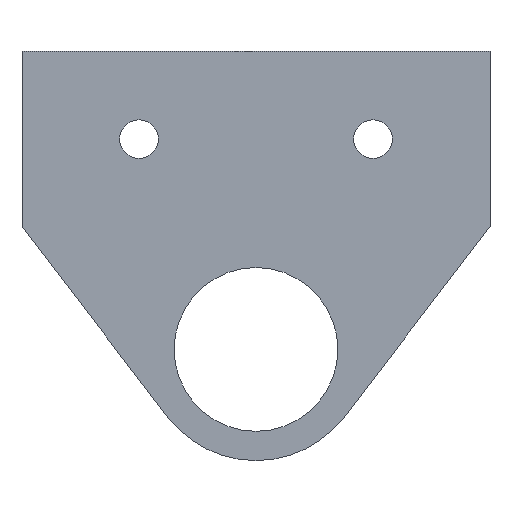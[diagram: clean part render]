
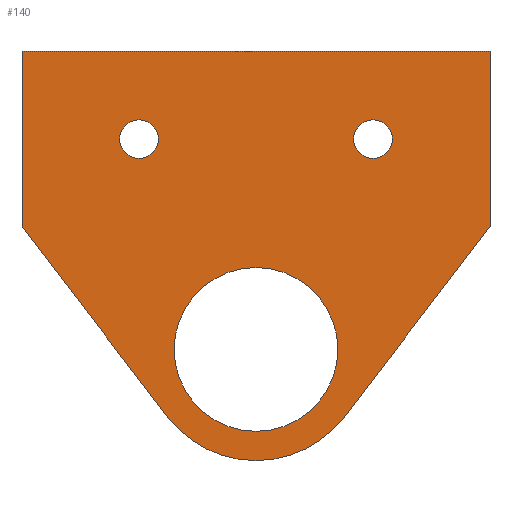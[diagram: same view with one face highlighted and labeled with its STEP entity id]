
A CAD part, front view. The second image highlights one B-rep face of the part: STEP entity #140.
In plain terms, the highlighted planar face has unit normal (0, -1, 0).
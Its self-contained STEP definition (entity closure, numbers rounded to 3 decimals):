
#3 = ORIENTED_EDGE ( 'NONE', *, *, #238, .T. ) ;
#9 = VERTEX_POINT ( 'NONE', #458 ) ;
#12 = CARTESIAN_POINT ( 'NONE',  ( 0., 0., -49.95 ) ) ;
#17 = DIRECTION ( 'NONE',  ( 0.608, 0., -0.794 ) ) ;
#19 = CIRCLE ( 'NONE', #103, 3.3 ) ;
#20 = ORIENTED_EDGE ( 'NONE', *, *, #459, .F. ) ;
#23 = LINE ( 'NONE', #234, #560 ) ;
#31 = DIRECTION ( 'NONE',  ( 0., 0., 1. ) ) ;
#35 = DIRECTION ( 'NONE',  ( 0., 0., 1. ) ) ;
#36 = EDGE_CURVE ( 'NONE', #537, #418, #23, .T. ) ;
#40 = ORIENTED_EDGE ( 'NONE', *, *, #180, .T. ) ;
#43 = ORIENTED_EDGE ( 'NONE', *, *, #439, .T. ) ;
#47 = DIRECTION ( 'NONE',  ( 0., 0., 1. ) ) ;
#56 = DIRECTION ( 'NONE',  ( 0., 1., 0. ) ) ;
#61 = DIRECTION ( 'NONE',  ( 0., 1., 0. ) ) ;
#64 = CARTESIAN_POINT ( 'NONE',  ( 40., 0., 0. ) ) ;
#72 = CARTESIAN_POINT ( 'NONE',  ( -20., 0., 0. ) ) ;
#77 = DIRECTION ( 'NONE',  ( 0., 0., 1. ) ) ;
#79 = VERTEX_POINT ( 'NONE', #317 ) ;
#86 = AXIS2_PLACEMENT_3D ( 'NONE', #332, #61, #380 ) ;
#96 = CARTESIAN_POINT ( 'NONE',  ( -15.079, 0., -47.509 ) ) ;
#103 = AXIS2_PLACEMENT_3D ( 'NONE', #128, #394, #35 ) ;
#107 = FACE_BOUND ( 'NONE', #233, .T. ) ;
#111 = CARTESIAN_POINT ( 'NONE',  ( 20., 0., 3.3 ) ) ;
#115 = EDGE_CURVE ( 'NONE', #453, #342, #348, .T. ) ;
#123 = CARTESIAN_POINT ( 'NONE',  ( 0., 0., -54.95 ) ) ;
#125 = CARTESIAN_POINT ( 'NONE',  ( -20., 0., 3.3 ) ) ;
#128 = CARTESIAN_POINT ( 'NONE',  ( 20., 0., 0. ) ) ;
#136 = DIRECTION ( 'NONE',  ( 0., 0., 1. ) ) ;
#140 = ADVANCED_FACE ( 'NONE', ( #107, #325, #301, #333 ), #323, .F. ) ;
#143 = CARTESIAN_POINT ( 'NONE',  ( 0., 0., 0. ) ) ;
#144 = CIRCLE ( 'NONE', #411, 19. ) ;
#145 = DIRECTION ( 'NONE',  ( 0., 0., 1. ) ) ;
#146 = VERTEX_POINT ( 'NONE', #228 ) ;
#156 = VERTEX_POINT ( 'NONE', #12 ) ;
#162 = AXIS2_PLACEMENT_3D ( 'NONE', #72, #556, #77 ) ;
#165 = ORIENTED_EDGE ( 'NONE', *, *, #276, .F. ) ;
#167 = AXIS2_PLACEMENT_3D ( 'NONE', #173, #297, #31 ) ;
#170 = LINE ( 'NONE', #557, #176 ) ;
#173 = CARTESIAN_POINT ( 'NONE',  ( -20., 0., 0. ) ) ;
#176 = VECTOR ( 'NONE', #295, 1000. ) ;
#178 = CARTESIAN_POINT ( 'NONE',  ( 0., 0., 15. ) ) ;
#180 = EDGE_CURVE ( 'NONE', #79, #311, #319, .T. ) ;
#189 = AXIS2_PLACEMENT_3D ( 'NONE', #366, #495, #136 ) ;
#215 = EDGE_LOOP ( 'NONE', ( #3, #43 ) ) ;
#228 = CARTESIAN_POINT ( 'NONE',  ( 40., 0., 15. ) ) ;
#233 = EDGE_LOOP ( 'NONE', ( #374, #531 ) ) ;
#234 = CARTESIAN_POINT ( 'NONE',  ( -32.437, 0., -24.866 ) ) ;
#238 = EDGE_CURVE ( 'NONE', #156, #9, #447, .T. ) ;
#242 = CARTESIAN_POINT ( 'NONE',  ( -40., 0., -15. ) ) ;
#244 = ORIENTED_EDGE ( 'NONE', *, *, #115, .F. ) ;
#246 = CIRCLE ( 'NONE', #189, 14. ) ;
#248 = ORIENTED_EDGE ( 'NONE', *, *, #315, .T. ) ;
#253 = AXIS2_PLACEMENT_3D ( 'NONE', #143, #368, #145 ) ;
#261 = DIRECTION ( 'NONE',  ( 1., 0., 0. ) ) ;
#264 = VECTOR ( 'NONE', #261, 1000. ) ;
#267 = EDGE_CURVE ( 'NONE', #146, #469, #284, .T. ) ;
#273 = VECTOR ( 'NONE', #283, 1000. ) ;
#276 = EDGE_CURVE ( 'NONE', #469, #453, #422, .T. ) ;
#279 = DIRECTION ( 'NONE',  ( 0., 0., -1. ) ) ;
#282 = AXIS2_PLACEMENT_3D ( 'NONE', #479, #56, #376 ) ;
#283 = DIRECTION ( 'NONE',  ( -0.608, 0., -0.794 ) ) ;
#284 = LINE ( 'NONE', #64, #530 ) ;
#292 = CIRCLE ( 'NONE', #162, 3.3 ) ;
#295 = DIRECTION ( 'NONE',  ( 0., 0., -1. ) ) ;
#296 = EDGE_CURVE ( 'NONE', #340, #379, #292, .T. ) ;
#297 = DIRECTION ( 'NONE',  ( 0., 1., 0. ) ) ;
#300 = LINE ( 'NONE', #178, #264 ) ;
#301 = FACE_OUTER_BOUND ( 'NONE', #517, .T. ) ;
#304 = EDGE_CURVE ( 'NONE', #542, #537, #170, .T. ) ;
#311 = VERTEX_POINT ( 'NONE', #111 ) ;
#315 = EDGE_CURVE ( 'NONE', #311, #79, #19, .T. ) ;
#317 = CARTESIAN_POINT ( 'NONE',  ( 20., 0., -3.3 ) ) ;
#319 = CIRCLE ( 'NONE', #282, 3.3 ) ;
#322 = CARTESIAN_POINT ( 'NONE',  ( 0., 0., -35.95 ) ) ;
#323 = PLANE ( 'NONE',  #253 ) ;
#325 = FACE_BOUND ( 'NONE', #381, .T. ) ;
#332 = CARTESIAN_POINT ( 'NONE',  ( 0., 0., -35.95 ) ) ;
#333 = FACE_BOUND ( 'NONE', #215, .T. ) ;
#338 = AXIS2_PLACEMENT_3D ( 'NONE', #502, #468, #47 ) ;
#340 = VERTEX_POINT ( 'NONE', #125 ) ;
#342 = VERTEX_POINT ( 'NONE', #123 ) ;
#348 = CIRCLE ( 'NONE', #338, 19. ) ;
#366 = CARTESIAN_POINT ( 'NONE',  ( 0., 0., -35.95 ) ) ;
#367 = DIRECTION ( 'NONE',  ( 0., 1., 0. ) ) ;
#368 = DIRECTION ( 'NONE',  ( 0., 1., 0. ) ) ;
#374 = ORIENTED_EDGE ( 'NONE', *, *, #296, .T. ) ;
#376 = DIRECTION ( 'NONE',  ( 0., 0., 1. ) ) ;
#379 = VERTEX_POINT ( 'NONE', #562 ) ;
#380 = DIRECTION ( 'NONE',  ( 0., 0., 1. ) ) ;
#381 = EDGE_LOOP ( 'NONE', ( #248, #40 ) ) ;
#393 = EDGE_CURVE ( 'NONE', #379, #340, #486, .T. ) ;
#394 = DIRECTION ( 'NONE',  ( 0., 1., 0. ) ) ;
#411 = AXIS2_PLACEMENT_3D ( 'NONE', #322, #367, #504 ) ;
#418 = VERTEX_POINT ( 'NONE', #96 ) ;
#422 = LINE ( 'NONE', #548, #273 ) ;
#423 = ORIENTED_EDGE ( 'NONE', *, *, #506, .F. ) ;
#439 = EDGE_CURVE ( 'NONE', #9, #156, #246, .T. ) ;
#447 = CIRCLE ( 'NONE', #86, 14. ) ;
#453 = VERTEX_POINT ( 'NONE', #457 ) ;
#457 = CARTESIAN_POINT ( 'NONE',  ( 15.079, 0., -47.509 ) ) ;
#458 = CARTESIAN_POINT ( 'NONE',  ( 0., 0., -21.95 ) ) ;
#459 = EDGE_CURVE ( 'NONE', #542, #146, #300, .T. ) ;
#463 = CARTESIAN_POINT ( 'NONE',  ( 40., 0., -15. ) ) ;
#468 = DIRECTION ( 'NONE',  ( 0., 1., 0. ) ) ;
#469 = VERTEX_POINT ( 'NONE', #463 ) ;
#479 = CARTESIAN_POINT ( 'NONE',  ( 20., 0., 0. ) ) ;
#486 = CIRCLE ( 'NONE', #167, 3.3 ) ;
#492 = ORIENTED_EDGE ( 'NONE', *, *, #304, .T. ) ;
#495 = DIRECTION ( 'NONE',  ( 0., 1., 0. ) ) ;
#502 = CARTESIAN_POINT ( 'NONE',  ( 0., 0., -35.95 ) ) ;
#504 = DIRECTION ( 'NONE',  ( 0., 0., 1. ) ) ;
#506 = EDGE_CURVE ( 'NONE', #342, #418, #144, .T. ) ;
#508 = ORIENTED_EDGE ( 'NONE', *, *, #36, .T. ) ;
#517 = EDGE_LOOP ( 'NONE', ( #20, #492, #508, #423, #244, #165, #529 ) ) ;
#529 = ORIENTED_EDGE ( 'NONE', *, *, #267, .F. ) ;
#530 = VECTOR ( 'NONE', #279, 1000. ) ;
#531 = ORIENTED_EDGE ( 'NONE', *, *, #393, .T. ) ;
#537 = VERTEX_POINT ( 'NONE', #242 ) ;
#542 = VERTEX_POINT ( 'NONE', #550 ) ;
#548 = CARTESIAN_POINT ( 'NONE',  ( 32.437, 0., -24.866 ) ) ;
#550 = CARTESIAN_POINT ( 'NONE',  ( -40., 0., 15. ) ) ;
#556 = DIRECTION ( 'NONE',  ( 0., 1., 0. ) ) ;
#557 = CARTESIAN_POINT ( 'NONE',  ( -40., 0., 0. ) ) ;
#560 = VECTOR ( 'NONE', #17, 1000. ) ;
#562 = CARTESIAN_POINT ( 'NONE',  ( -20., 0., -3.3 ) ) ;
